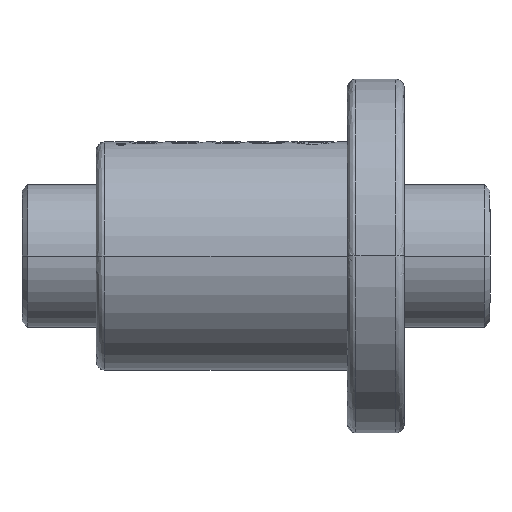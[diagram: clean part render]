
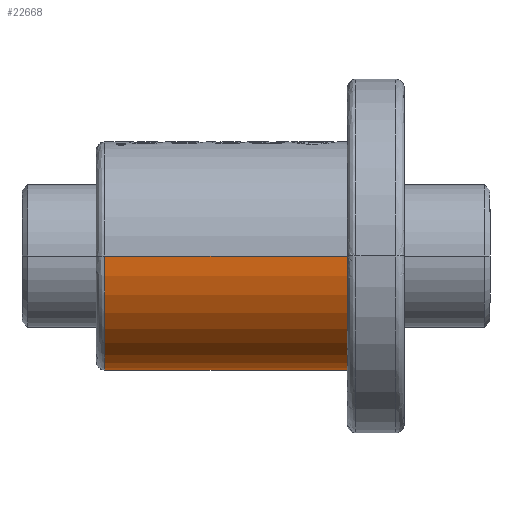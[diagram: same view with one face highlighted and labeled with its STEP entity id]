
A CAD part, front view. The second image highlights one B-rep face of the part: STEP entity #22668.
In plain terms, the highlighted cylindrical face has radius 20 mm (diameter 40 mm), a partial arc.
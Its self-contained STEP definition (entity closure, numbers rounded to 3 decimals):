
#2855 = CARTESIAN_POINT ( 'NONE',  ( -72., 0., 0. ) ) ;
#3595 = VECTOR ( 'NONE', #23161, 1000. ) ;
#4048 = VECTOR ( 'NONE', #12625, 1000. ) ;
#5102 = VERTEX_POINT ( 'NONE', #9807 ) ;
#5595 = DIRECTION ( 'NONE',  ( -1., 0., 0. ) ) ;
#5985 = ORIENTED_EDGE ( 'NONE', *, *, #15806, .F. ) ;
#6520 = VERTEX_POINT ( 'NONE', #22158 ) ;
#7015 = EDGE_CURVE ( 'NONE', #5102, #11060, #22737, .T. ) ;
#7724 = DIRECTION ( 'NONE',  ( 0., 1., 0. ) ) ;
#9807 = CARTESIAN_POINT ( 'NONE',  ( -67.5, -20., 0. ) ) ;
#10467 = CARTESIAN_POINT ( 'NONE',  ( -25., -20., 0. ) ) ;
#11060 = VERTEX_POINT ( 'NONE', #17072 ) ;
#11347 = DIRECTION ( 'NONE',  ( 0., 1., 0. ) ) ;
#11367 = ORIENTED_EDGE ( 'NONE', *, *, #7015, .T. ) ;
#11820 = EDGE_LOOP ( 'NONE', ( #5985, #11367, #22483, #21287 ) ) ;
#11824 = AXIS2_PLACEMENT_3D ( 'NONE', #16766, #13161, #11347 ) ;
#12625 = DIRECTION ( 'NONE',  ( 1., 0., 0. ) ) ;
#13084 = CARTESIAN_POINT ( 'NONE',  ( -25., 0., 0. ) ) ;
#13161 = DIRECTION ( 'NONE',  ( 1., 0., 0. ) ) ;
#13723 = AXIS2_PLACEMENT_3D ( 'NONE', #13084, #5595, #7724 ) ;
#13900 = DIRECTION ( 'NONE',  ( 0., 1., 0. ) ) ;
#15603 = CIRCLE ( 'NONE', #13723, 20. ) ;
#15681 = CARTESIAN_POINT ( 'NONE',  ( -72., 20., 0. ) ) ;
#15806 = EDGE_CURVE ( 'NONE', #5102, #16057, #16911, .T. ) ;
#16057 = VERTEX_POINT ( 'NONE', #10467 ) ;
#16766 = CARTESIAN_POINT ( 'NONE',  ( -67.5, 0., 0. ) ) ;
#16911 = LINE ( 'NONE', #21907, #4048 ) ;
#17072 = CARTESIAN_POINT ( 'NONE',  ( -67.5, 20., 0. ) ) ;
#17799 = DIRECTION ( 'NONE',  ( 1., 0., 0. ) ) ;
#19012 = EDGE_CURVE ( 'NONE', #6520, #16057, #15603, .T. ) ;
#19037 = FACE_OUTER_BOUND ( 'NONE', #11820, .T. ) ;
#19828 = EDGE_CURVE ( 'NONE', #11060, #6520, #20232, .T. ) ;
#20047 = AXIS2_PLACEMENT_3D ( 'NONE', #2855, #17799, #13900 ) ;
#20232 = LINE ( 'NONE', #15681, #3595 ) ;
#21287 = ORIENTED_EDGE ( 'NONE', *, *, #19012, .T. ) ;
#21907 = CARTESIAN_POINT ( 'NONE',  ( -72., -20., 0. ) ) ;
#22158 = CARTESIAN_POINT ( 'NONE',  ( -25., 20., 0. ) ) ;
#22229 = CYLINDRICAL_SURFACE ( 'NONE', #20047, 20. ) ;
#22483 = ORIENTED_EDGE ( 'NONE', *, *, #19828, .T. ) ;
#22668 = ADVANCED_FACE ( 'NONE', ( #19037 ), #22229, .T. ) ;
#22737 = CIRCLE ( 'NONE', #11824, 20. ) ;
#23161 = DIRECTION ( 'NONE',  ( 1., 0., 0. ) ) ;
